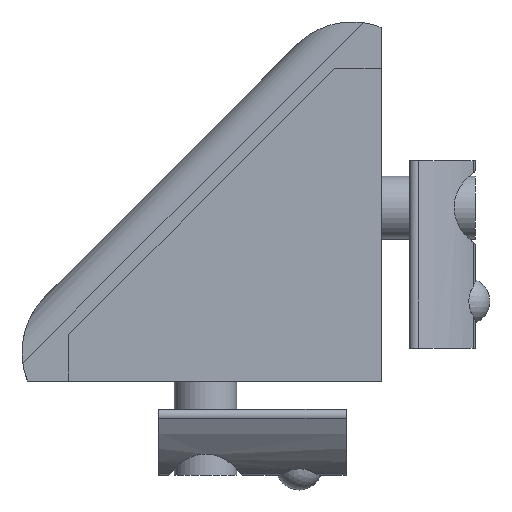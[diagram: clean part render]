
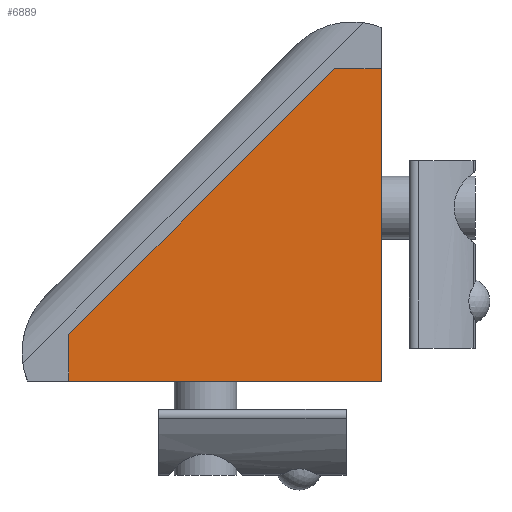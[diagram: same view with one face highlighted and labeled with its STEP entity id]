
A CAD part, top view. The second image highlights one B-rep face of the part: STEP entity #6889.
In plain terms, the highlighted planar face has unit normal (0, 0, 1).
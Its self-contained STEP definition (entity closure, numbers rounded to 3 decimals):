
#3796=ORIENTED_EDGE('',*,*,#5160,.F.);
#3797=ORIENTED_EDGE('',*,*,#5167,.F.);
#3798=ORIENTED_EDGE('',*,*,#5168,.F.);
#3799=ORIENTED_EDGE('',*,*,#5152,.F.);
#3800=ORIENTED_EDGE('',*,*,#5169,.F.);
#4460=VECTOR('',#5855,1.);
#4468=VECTOR('',#5869,1.);
#4473=VECTOR('',#5880,1.);
#4474=VECTOR('',#5881,1.);
#4475=VECTOR('',#5882,1.);
#4687=LINE('',#7066,#4460);
#4695=LINE('',#7083,#4468);
#4700=LINE('',#7096,#4473);
#4701=LINE('',#7097,#4474);
#4702=LINE('',#7098,#4475);
#4915=VERTEX_POINT('',#7063);
#4916=VERTEX_POINT('',#7065);
#4921=VERTEX_POINT('',#7081);
#4922=VERTEX_POINT('',#7082);
#4927=VERTEX_POINT('',#7095);
#5152=EDGE_CURVE('',#4915,#4916,#4687,.T.);
#5160=EDGE_CURVE('',#4921,#4922,#4695,.T.);
#5167=EDGE_CURVE('',#4927,#4921,#4700,.T.);
#5168=EDGE_CURVE('',#4916,#4927,#4701,.T.);
#5169=EDGE_CURVE('',#4922,#4915,#4702,.T.);
#5491=EDGE_LOOP('',(#3796,#3797,#3798,#3799,#3800));
#5668=FACE_BOUND('',#5491,.T.);
#5855=DIRECTION('',(0.,3.,0.));
#5869=DIRECTION('',(0.,-20.,0.));
#5878=DIRECTION('',(0.,0.,1.));
#5879=DIRECTION('',(0.,-1.,0.));
#5880=DIRECTION('',(3.,0.,0.));
#5881=DIRECTION('',(17.,17.,0.));
#5882=DIRECTION('',(-20.,0.,0.));
#6558=AXIS2_PLACEMENT_3D('',#7094,#5878,#5879);
#6796=PLANE('',#6558);
#6889=ADVANCED_FACE('',(#5668),#6796,.T.);
#7063=CARTESIAN_POINT('',(-20.,0.,8.5));
#7065=CARTESIAN_POINT('',(-20.,3.,8.5));
#7066=CARTESIAN_POINT('',(-20.,0.,8.5));
#7081=CARTESIAN_POINT('',(0.,20.,8.5));
#7082=CARTESIAN_POINT('',(0.,0.,8.5));
#7083=CARTESIAN_POINT('',(0.,20.,8.5));
#7094=CARTESIAN_POINT('',(0.,0.,8.5));
#7095=CARTESIAN_POINT('',(-3.,20.,8.5));
#7096=CARTESIAN_POINT('',(-3.,20.,8.5));
#7097=CARTESIAN_POINT('',(-20.,3.,8.5));
#7098=CARTESIAN_POINT('',(0.,0.,8.5));
